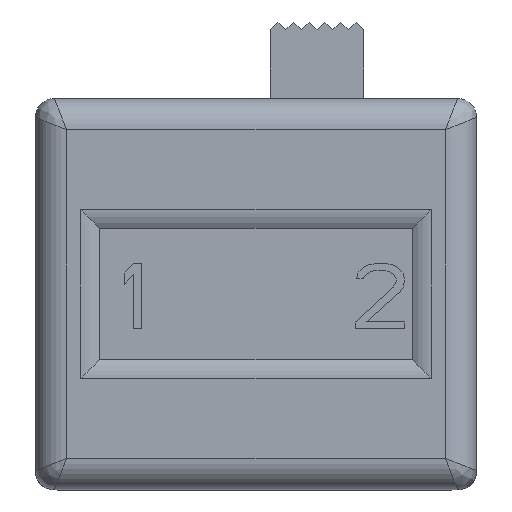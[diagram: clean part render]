
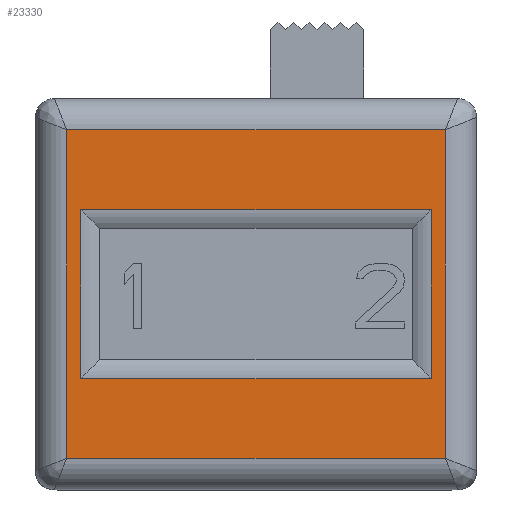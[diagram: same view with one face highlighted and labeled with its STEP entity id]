
A CAD part, top view. The second image highlights one B-rep face of the part: STEP entity #23330.
In plain terms, the highlighted planar face has unit normal (0, 0, 1).
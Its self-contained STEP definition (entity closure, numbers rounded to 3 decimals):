
#20293=CARTESIAN_POINT('',(-6.05,5.25,7.6));
#20331=CARTESIAN_POINT('',(6.05,5.25,7.6));
#20763=CARTESIAN_POINT('',(6.05,-5.25,7.6));
#20787=CARTESIAN_POINT('',(-6.05,-5.25,7.6));
#20865=DIRECTION('',(-1.,0.,0.));
#20866=VECTOR('',#20865,12.1);
#20867=CARTESIAN_POINT('',(6.05,5.25,7.6));
#20868=LINE('',#20867,#20866);
#20869=DIRECTION('',(0.,1.,0.));
#20870=VECTOR('',#20869,10.5);
#20871=CARTESIAN_POINT('',(6.05,-5.25,7.6));
#20872=LINE('',#20871,#20870);
#20873=DIRECTION('',(1.,0.,0.));
#20874=VECTOR('',#20873,12.1);
#20875=CARTESIAN_POINT('',(-6.05,-5.25,7.6));
#20876=LINE('',#20875,#20874);
#20877=DIRECTION('',(0.,-1.,0.));
#20878=VECTOR('',#20877,10.5);
#20879=CARTESIAN_POINT('',(-6.05,5.25,7.6));
#20880=LINE('',#20879,#20878);
#20881=DIRECTION('',(1.,0.,0.));
#20882=VECTOR('',#20881,11.2);
#20883=CARTESIAN_POINT('',(-5.6,2.7,7.6));
#20884=LINE('',#20883,#20882);
#20885=DIRECTION('',(0.,1.,0.));
#20886=VECTOR('',#20885,5.4);
#20887=CARTESIAN_POINT('',(-5.6,-2.7,7.6));
#20888=LINE('',#20887,#20886);
#20889=DIRECTION('',(-1.,0.,0.));
#20890=VECTOR('',#20889,11.2);
#20891=CARTESIAN_POINT('',(5.6,-2.7,7.6));
#20892=LINE('',#20891,#20890);
#20893=DIRECTION('',(0.,-1.,0.));
#20894=VECTOR('',#20893,5.4);
#20895=CARTESIAN_POINT('',(5.6,2.7,7.6));
#20896=LINE('',#20895,#20894);
#21833=VERTEX_POINT('',#20293);
#21839=VERTEX_POINT('',#20787);
#21845=VERTEX_POINT('',#20763);
#21851=VERTEX_POINT('',#20331);
#21923=CARTESIAN_POINT('',(-5.6,2.7,7.6));
#21924=CARTESIAN_POINT('',(5.6,2.7,7.6));
#21925=VERTEX_POINT('',#21923);
#21926=VERTEX_POINT('',#21924);
#21927=CARTESIAN_POINT('',(5.6,-2.7,7.6));
#21928=VERTEX_POINT('',#21927);
#21931=CARTESIAN_POINT('',(-5.6,-2.7,7.6));
#21932=VERTEX_POINT('',#21931);
#23309=CARTESIAN_POINT('',(0.,0.,7.6));
#23310=DIRECTION('',(0.,0.,1.));
#23311=DIRECTION('',(1.,0.,0.));
#23312=AXIS2_PLACEMENT_3D('',#23309,#23310,#23311);
#23313=PLANE('',#23312);
#23314=ORIENTED_EDGE('',*,*,#22663,.F.);
#23315=ORIENTED_EDGE('',*,*,#23127,.F.);
#23316=ORIENTED_EDGE('',*,*,#23193,.F.);
#23317=ORIENTED_EDGE('',*,*,#22590,.F.);
#23318=EDGE_LOOP('',(#23314,#23315,#23316,#23317));
#23319=FACE_OUTER_BOUND('',#23318,.F.);
#23321=ORIENTED_EDGE('',*,*,#23320,.F.);
#23323=ORIENTED_EDGE('',*,*,#23322,.F.);
#23325=ORIENTED_EDGE('',*,*,#23324,.F.);
#23327=ORIENTED_EDGE('',*,*,#23326,.F.);
#23328=EDGE_LOOP('',(#23321,#23323,#23325,#23327));
#23329=FACE_BOUND('',#23328,.F.);
#22590=EDGE_CURVE('',#21833,#21839,#20880,.T.);
#22663=EDGE_CURVE('',#21851,#21833,#20868,.T.);
#23127=EDGE_CURVE('',#21845,#21851,#20872,.T.);
#23193=EDGE_CURVE('',#21839,#21845,#20876,.T.);
#23320=EDGE_CURVE('',#21925,#21926,#20884,.T.);
#23322=EDGE_CURVE('',#21932,#21925,#20888,.T.);
#23324=EDGE_CURVE('',#21928,#21932,#20892,.T.);
#23326=EDGE_CURVE('',#21926,#21928,#20896,.T.);
#23330=ADVANCED_FACE('',(#23319,#23329),#23313,.T.);
